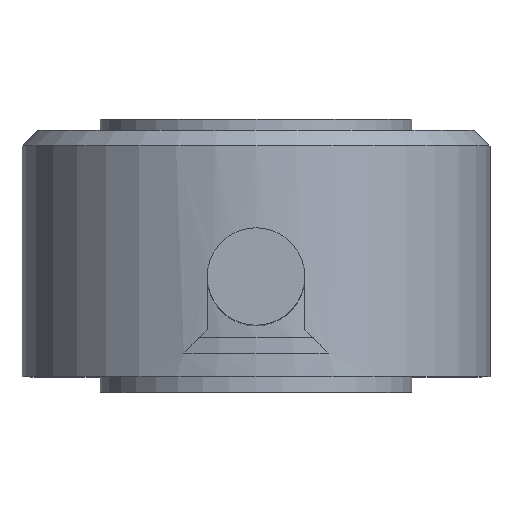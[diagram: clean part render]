
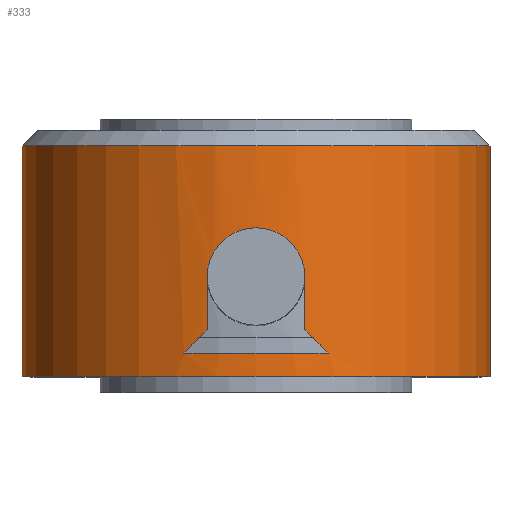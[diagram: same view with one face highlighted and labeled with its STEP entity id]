
A CAD part, top view. The second image highlights one B-rep face of the part: STEP entity #333.
In plain terms, the highlighted cylindrical face has radius 7.62 mm (diameter 15.24 mm), a full revolution.
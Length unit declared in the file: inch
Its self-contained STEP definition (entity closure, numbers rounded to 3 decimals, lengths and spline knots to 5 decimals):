
#135=CARTESIAN_POINT('',(0.3,0.,0.123));
#136=VERTEX_POINT('',#135);
#137=CARTESIAN_POINT('',(0.0,0.0,0.123));
#138=DIRECTION('',(0.0,0.0,1.0));
#139=DIRECTION('',(-1.0,0.0,0.0));
#140=AXIS2_PLACEMENT_3D('',#137,#138,#139);
#141=CIRCLE('',#140,0.3);
#142=EDGE_CURVE('',#136,#136,#141,.T.);
#239=CARTESIAN_POINT('',(0.0,0.0,-0.143));
#240=DIRECTION('',(0.0,0.0,1.0));
#241=DIRECTION('',(1.0,0.0,0.0));
#242=AXIS2_PLACEMENT_3D('',#239,#240,#241);
#243=CYLINDRICAL_SURFACE('',#242,0.3);
#244=CARTESIAN_POINT('',(-0.3,0.,-0.173));
#245=VERTEX_POINT('',#244);
#246=CARTESIAN_POINT('',(0.,0.,-0.173));
#247=DIRECTION('',(0.0,0.0,1.0));
#248=DIRECTION('',(-1.0,0.0,0.0));
#249=AXIS2_PLACEMENT_3D('',#246,#247,#248);
#250=CIRCLE('',#249,0.3);
#251=EDGE_CURVE('',#245,#245,#250,.T.);
#252=ORIENTED_EDGE('',*,*,#251,.T.);
#253=EDGE_LOOP('',(#252));
#254=FACE_OUTER_BOUND('',#253,.T.);
#255=ORIENTED_EDGE('',*,*,#142,.F.);
#256=EDGE_LOOP('',(#255));
#257=FACE_BOUND('',#256,.T.);
#258=CARTESIAN_POINT('',(0.0925,-0.28538,-0.143));
#259=VERTEX_POINT('',#258);
#260=CARTESIAN_POINT('',(0.0625,-0.29342,-0.113));
#261=VERTEX_POINT('',#260);
#262=CARTESIAN_POINT('',(0.0,0.0,-0.0505));
#263=DIRECTION('',(-0.707,0.0,-0.707));
#264=DIRECTION('',(0.707,0.0,-0.707));
#265=AXIS2_PLACEMENT_3D('',#262,#263,#264);
#266=ELLIPSE('',#265,0.42426,0.3);
#267=EDGE_CURVE('',#259,#261,#266,.T.);
#268=ORIENTED_EDGE('',*,*,#267,.F.);
#269=CARTESIAN_POINT('',(-0.0925,-0.28538,-0.143));
#270=VERTEX_POINT('',#269);
#271=CARTESIAN_POINT('',(0.,0.,-0.143));
#272=DIRECTION('',(0.0,0.0,1.0));
#273=DIRECTION('',(-1.0,0.0,0.0));
#274=AXIS2_PLACEMENT_3D('',#271,#272,#273);
#275=CIRCLE('',#274,0.3);
#276=EDGE_CURVE('',#270,#259,#275,.T.);
#277=ORIENTED_EDGE('',*,*,#276,.F.);
#278=CARTESIAN_POINT('',(-0.0625,-0.29342,-0.113));
#279=VERTEX_POINT('',#278);
#280=CARTESIAN_POINT('',(0.0,0.0,-0.0505));
#281=DIRECTION('',(0.707,0.0,-0.707));
#282=DIRECTION('',(0.707,0.0,0.707));
#283=AXIS2_PLACEMENT_3D('',#280,#281,#282);
#284=ELLIPSE('',#283,0.42426,0.3);
#285=EDGE_CURVE('',#279,#270,#284,.T.);
#286=ORIENTED_EDGE('',*,*,#285,.F.);
#287=CARTESIAN_POINT('',(-0.0625,-0.29342,-0.0455));
#288=VERTEX_POINT('',#287);
#289=CARTESIAN_POINT('',(-0.0625,-0.29342,-0.113));
#290=DIRECTION('',(0.0,0.0,1.0));
#291=VECTOR('',#290,0.0675);
#292=LINE('',#289,#291);
#293=EDGE_CURVE('',#279,#288,#292,.T.);
#294=ORIENTED_EDGE('',*,*,#293,.T.);
#295=CARTESIAN_POINT('',(0.,-0.3,0.017));
#296=VERTEX_POINT('',#295);
#297=CARTESIAN_POINT('',(0.,-0.3,0.017));
#298=CARTESIAN_POINT('',(-0.00787,-0.3,0.017));
#299=CARTESIAN_POINT('',(-0.01625,-0.29966,0.01542));
#300=CARTESIAN_POINT('',(-0.03165,-0.29843,0.00904));
#301=CARTESIAN_POINT('',(-0.03866,-0.29755,0.00423));
#302=CARTESIAN_POINT('',(-0.04973,-0.2959,-0.00684));
#303=CARTESIAN_POINT('',(-0.05454,-0.29502,-0.01385));
#304=CARTESIAN_POINT('',(-0.06092,-0.29377,-0.02925));
#305=CARTESIAN_POINT('',(-0.0625,-0.29342,-0.03763));
#306=CARTESIAN_POINT('',(-0.0625,-0.29342,-0.0455));
#307=B_SPLINE_CURVE_WITH_KNOTS('',3,(#297,#298,#299,#300,#301,#302,#303,#304,#305,#306),.UNSPECIFIED.,.F.,.U.,(4,2,2,2,4),(0.28341,0.30703,0.33064,0.35426,0.37788),.UNSPECIFIED.);
#308=EDGE_CURVE('',#296,#288,#307,.T.);
#309=ORIENTED_EDGE('',*,*,#308,.F.);
#310=CARTESIAN_POINT('',(0.0625,-0.29342,-0.0455));
#311=VERTEX_POINT('',#310);
#312=CARTESIAN_POINT('',(0.0625,-0.29342,-0.0455));
#313=CARTESIAN_POINT('',(0.0625,-0.29342,-0.03763));
#314=CARTESIAN_POINT('',(0.06092,-0.29377,-0.02925));
#315=CARTESIAN_POINT('',(0.05454,-0.29502,-0.01385));
#316=CARTESIAN_POINT('',(0.04973,-0.2959,-0.00684));
#317=CARTESIAN_POINT('',(0.03866,-0.29755,0.00423));
#318=CARTESIAN_POINT('',(0.03165,-0.29843,0.00904));
#319=CARTESIAN_POINT('',(0.01625,-0.29966,0.01542));
#320=CARTESIAN_POINT('',(0.00787,-0.3,0.017));
#321=CARTESIAN_POINT('',(0.,-0.3,0.017));
#322=B_SPLINE_CURVE_WITH_KNOTS('',3,(#312,#313,#314,#315,#316,#317,#318,#319,#320,#321),.UNSPECIFIED.,.F.,.U.,(4,2,2,2,4),(0.18894,0.21256,0.23618,0.25979,0.28341),.UNSPECIFIED.);
#323=EDGE_CURVE('',#311,#296,#322,.T.);
#324=ORIENTED_EDGE('',*,*,#323,.F.);
#325=CARTESIAN_POINT('',(0.0625,-0.29342,-0.0455));
#326=DIRECTION('',(0.0,0.0,-1.0));
#327=VECTOR('',#326,0.0675);
#328=LINE('',#325,#327);
#329=EDGE_CURVE('',#311,#261,#328,.T.);
#330=ORIENTED_EDGE('',*,*,#329,.T.);
#331=EDGE_LOOP('',(#268,#277,#286,#294,#309,#324,#330));
#332=FACE_BOUND('',#331,.T.);
#333=ADVANCED_FACE('',(#254,#257,#332),#243,.T.);
